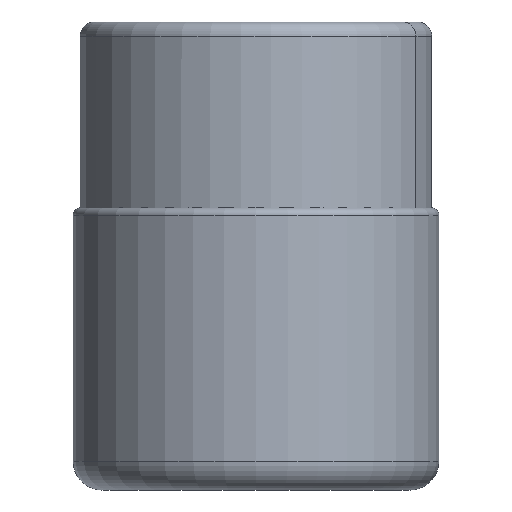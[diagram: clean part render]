
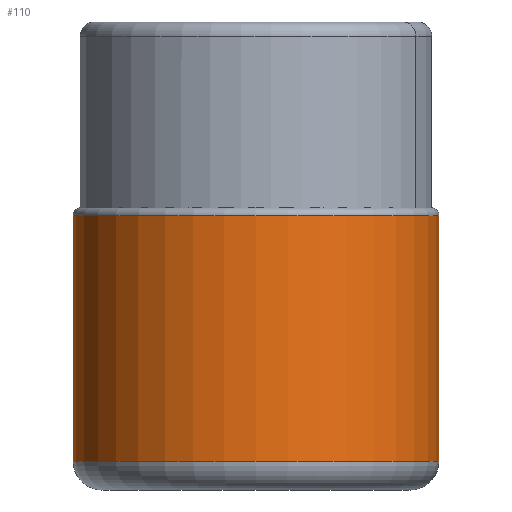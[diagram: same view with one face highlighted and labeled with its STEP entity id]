
A CAD part, front view. The second image highlights one B-rep face of the part: STEP entity #110.
In plain terms, the highlighted cylindrical face has radius 25.4 mm (diameter 50.8 mm), a partial arc.
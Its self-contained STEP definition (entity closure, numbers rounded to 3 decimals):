
#91=CYLINDRICAL_SURFACE('',#1314,25.4);
#110=ADVANCED_FACE('',(#201),#91,.T.);
#201=FACE_OUTER_BOUND('',#263,.T.);
#263=EDGE_LOOP('',(#342,#343,#344,#345));
#342=ORIENTED_EDGE('',*,*,#796,.T.);
#343=ORIENTED_EDGE('',*,*,#795,.F.);
#344=ORIENTED_EDGE('',*,*,#797,.F.);
#345=ORIENTED_EDGE('',*,*,#798,.F.);
#682=VERTEX_POINT('',#2097);
#685=VERTEX_POINT('',#2102);
#686=VERTEX_POINT('',#2106);
#687=VERTEX_POINT('',#2108);
#795=EDGE_CURVE('',#685,#682,#985,.T.);
#796=EDGE_CURVE('',#686,#682,#1161,.T.);
#797=EDGE_CURVE('',#687,#685,#1162,.T.);
#798=EDGE_CURVE('',#686,#687,#986,.T.);
#985=CIRCLE('',#1311,25.4);
#986=CIRCLE('',#1313,25.4);
#1161=LINE('',#2105,#1198);
#1162=LINE('',#2107,#1199);
#1198=VECTOR('',#1544,1.);
#1199=VECTOR('',#1545,1.);
#1311=AXIS2_PLACEMENT_3D('',#2103,#1540,#1541);
#1313=AXIS2_PLACEMENT_3D('',#2109,#1546,#1547);
#1314=AXIS2_PLACEMENT_3D('',#2110,#1548,#1549);
#1540=DIRECTION('',(0.,0.,-1.));
#1541=DIRECTION('',(1.,0.,0.));
#1544=DIRECTION('',(0.,0.,-1.));
#1545=DIRECTION('',(0.,0.,-1.));
#1546=DIRECTION('',(0.,0.,1.));
#1547=DIRECTION('',(-1.,0.,0.));
#1548=DIRECTION('',(0.,0.,-1.));
#1549=DIRECTION('',(-1.,0.,0.));
#2097=CARTESIAN_POINT('',(-25.4,0.,-61.));
#2102=CARTESIAN_POINT('',(25.4,0.,-61.));
#2103=CARTESIAN_POINT('',(0.,0.,-61.));
#2105=CARTESIAN_POINT('',(-25.4,0.,-26.9));
#2106=CARTESIAN_POINT('',(-25.4,0.,-26.9));
#2107=CARTESIAN_POINT('',(25.4,0.,-26.9));
#2108=CARTESIAN_POINT('',(25.4,0.,-26.9));
#2109=CARTESIAN_POINT('',(0.,0.,-26.9));
#2110=CARTESIAN_POINT('',(0.,0.,-23.84));
